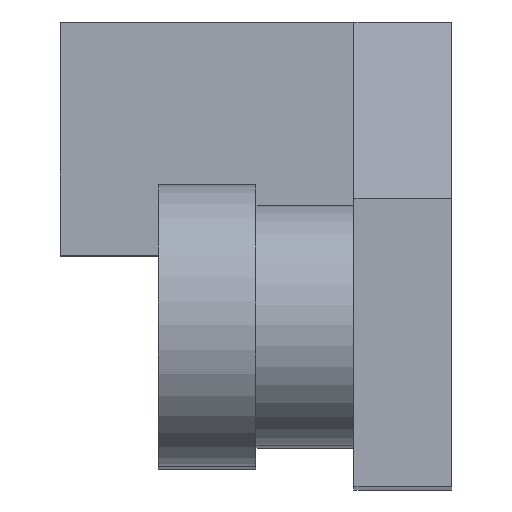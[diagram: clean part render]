
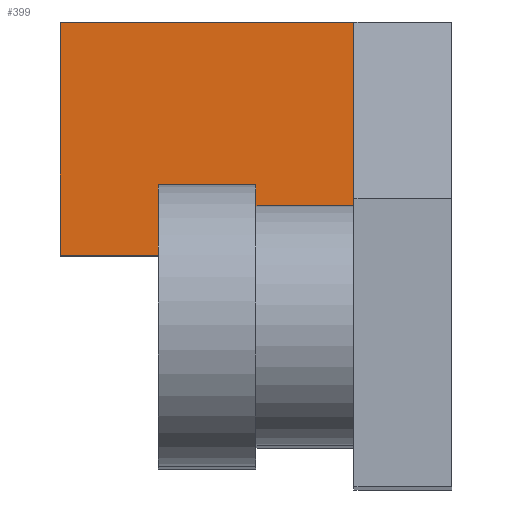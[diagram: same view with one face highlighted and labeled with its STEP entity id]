
A CAD part, top view. The second image highlights one B-rep face of the part: STEP entity #399.
In plain terms, the highlighted planar face has unit normal (0, 0, 1).
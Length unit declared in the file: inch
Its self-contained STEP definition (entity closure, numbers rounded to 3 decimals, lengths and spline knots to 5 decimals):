
#20=LINE($,#580,#62);
#27=LINE($,#595,#69);
#47=LINE($,#635,#89);
#52=LINE($,#644,#94);
#62=VECTOR($,#469,0.095);
#69=VECTOR($,#480,0.12);
#89=VECTOR($,#516,0.095);
#94=VECTOR($,#525,0.12);
#111=PLANE($,#431);
#143=FACE_OUTER_BOUND($,#174,.T.);
#174=EDGE_LOOP($,(#356,#357,#358,#359));
#204=VERTEX_POINT($,#577);
#205=VERTEX_POINT($,#579);
#211=VERTEX_POINT($,#593);
#223=VERTEX_POINT($,#633);
#240=EDGE_CURVE($,#205,#204,#20,.T.);
#248=EDGE_CURVE($,#204,#211,#27,.T.);
#268=EDGE_CURVE($,#223,#211,#47,.T.);
#273=EDGE_CURVE($,#205,#223,#52,.T.);
#356=ORIENTED_EDGE($,*,*,#240,.T.);
#357=ORIENTED_EDGE($,*,*,#248,.T.);
#358=ORIENTED_EDGE($,*,*,#268,.F.);
#359=ORIENTED_EDGE($,*,*,#273,.F.);
#399=ADVANCED_FACE($,(#143),#111,.T.);
#431=AXIS2_PLACEMENT_3D($,#645,#526,#527);
#469=DIRECTION($,(0.,1.,0.));
#480=DIRECTION($,(-1.,0.,0.));
#516=DIRECTION($,(0.,1.,0.));
#525=DIRECTION($,(-1.,0.,0.));
#526=DIRECTION('center_axis',(0.,0.,1.));
#527=DIRECTION('ref_axis',(1.,0.,0.));
#577=CARTESIAN_POINT('',(0.,0.0475,0.1175));
#579=CARTESIAN_POINT('',(0.,-0.0475,0.1175));
#580=CARTESIAN_POINT($,(0.,-0.0475,0.1175));
#593=CARTESIAN_POINT('',(-0.12,0.0475,0.1175));
#595=CARTESIAN_POINT($,(0.,0.0475,0.1175));
#633=CARTESIAN_POINT('',(-0.12,-0.0475,0.1175));
#635=CARTESIAN_POINT($,(-0.12,-0.0475,0.1175));
#644=CARTESIAN_POINT($,(0.,-0.0475,0.1175));
#645=CARTESIAN_POINT('Origin',(-0.12,0.0475,0.1175));
